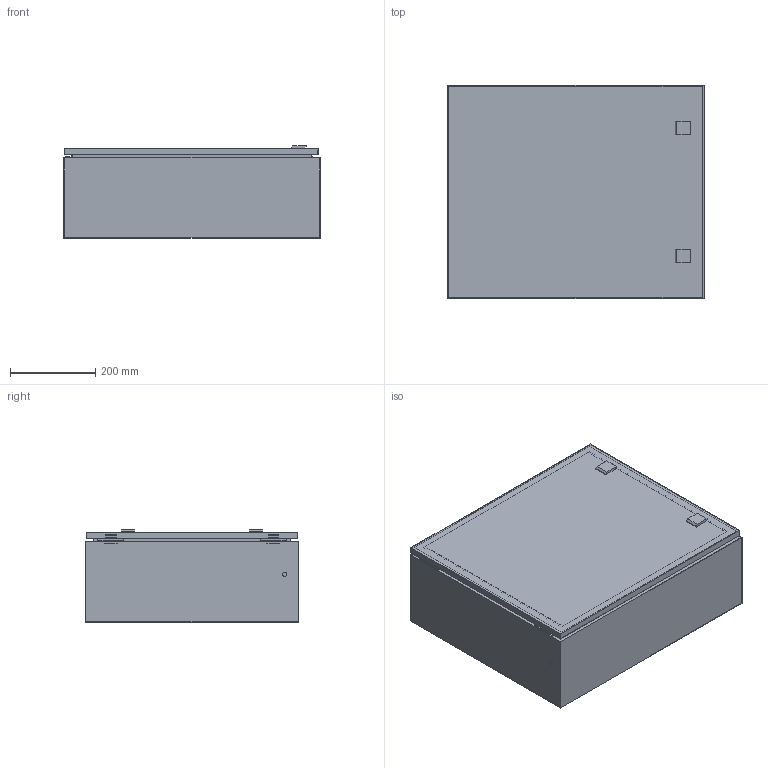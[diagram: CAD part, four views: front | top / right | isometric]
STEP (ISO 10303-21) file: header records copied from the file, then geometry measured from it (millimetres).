
FILE_DESCRIPTION( ( 'STEP AP214' ), ' ' );
FILE_NAME( '8017.544(2).stp', '2018-01-31T15:03:25', ( '' ), ( '' ), ' ', 'PARTsolutions', ' ' );
FILE_SCHEMA( ( 'AUTOMOTIVE_DESIGN { 1 0 10303 214 1 1 1 1 }' ) );
Length unit declared in the file: millimetre
Products named in the file (7): 8017.544(2); _8017.544_01_00_WM(2); _8XXX_01_04_WM(2); _8XXX_01_041_WM(2); _8017.544_01_01_WM(2); _8XXX_01_05_WM(2); _8017.544_02_02_WM(2)
Assembly tree (9 placements, depth 2):
  8017.544(2)
    _8017.544_01_00_WM(2)
    _8XXX_01_04_WM(2)  x2
    _8XXX_01_041_WM(2)  x2
    _8017.544_01_01_WM(2)
    _8XXX_01_05_WM(2)  x2
    _8017.544_02_02_WM(2)
Bounding box: 600 x 500 x 217.15 mm (x, y, z)
Volume: 2631850.6 mm3; surface area: 2868466.6 mm2
Topology: 9 solids, 9 shells, 658 faces, 1661 edges, 1079 vertices
Faces by surface type: plane 490, cylinder 130, cone 34, torus 4
Full cylindrical faces by diameter (mm): 3.7 x4, 4 x4, 4.7 x2, 5 x8, 8 x8, 8.7 x4, 10 x9, 10.55 x4, 11.2 x1, 13 x1, 14 x1, 15.55 x4, 17.3 x4, 18.25 x4, 20 x2
Entity records: 17128 total; most frequent: CARTESIAN_POINT 2467, DIRECTION 2198, ORIENTED_EDGE 2120, EDGE_CURVE 1060, LINE 816, VECTOR 816, VERTEX_POINT 736, AXIS2_PLACEMENT_3D 691
